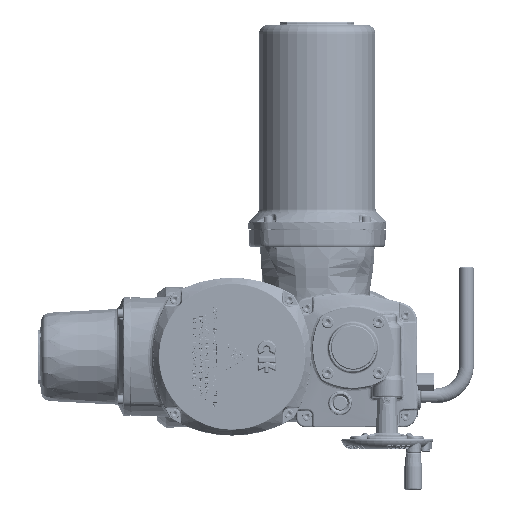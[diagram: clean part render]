
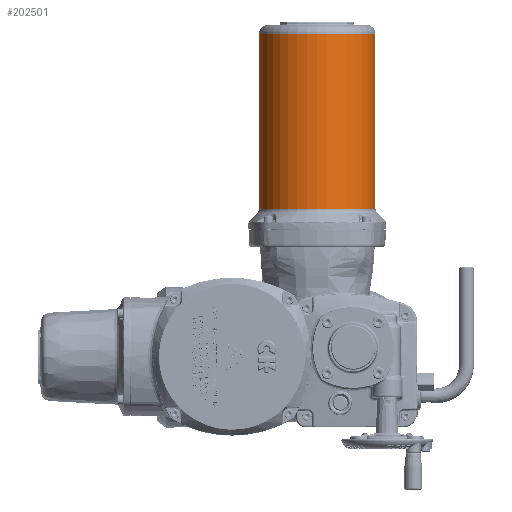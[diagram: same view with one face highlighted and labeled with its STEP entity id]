
A CAD part, top view. The second image highlights one B-rep face of the part: STEP entity #202501.
In plain terms, the highlighted cylindrical face has radius 63 mm (diameter 126 mm), a full revolution.
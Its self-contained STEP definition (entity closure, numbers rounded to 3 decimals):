
#5591=B_SPLINE_CURVE_WITH_KNOTS('',3,(#272639,#272640,#272641,#272642,#272643,
#272644,#272645,#272646,#272647,#272648,#272649,#272650,#272651,#272652,
#272653,#272654,#272655,#272656,#272657,#272658,#272659,#272660,#272661,
#272662,#272663,#272664,#272665,#272666,#272667,#272668,#272669,#272670,
#272671,#272672,#272673,#272674),.UNSPECIFIED.,.T.,.F.,(1,1,1,1,1,1,1,1,
1,1,1,1,1,1,1,1,1,1,1,1,1,1,1,1,1,1,1,1,1,1,1,1,1,1,1,1,1,1,1,1),(-0.095,
-0.064,-0.033,0.,0.03,0.061,0.092,
0.123,0.155,0.186,0.217,0.233,
0.248,0.28,0.311,0.342,
0.373,0.405,0.436,0.467,
0.498,0.53,0.561,0.592,
0.623,0.655,0.686,0.717,
0.748,0.78,0.811,0.842,
0.873,0.905,0.936,0.967,
1.,1.03,1.061,1.092),.UNSPECIFIED.);
#28634=CYLINDRICAL_SURFACE('',#212568,63.);
#35658=ORIENTED_EDGE('',*,*,#75927,.T.);
#35659=ORIENTED_EDGE('',*,*,#75928,.T.);
#35660=ORIENTED_EDGE('',*,*,#75900,.T.);
#75900=EDGE_CURVE('',#96326,#96326,#108449,.T.);
#75927=EDGE_CURVE('',#96348,#96348,#108459,.T.);
#75928=EDGE_CURVE('',#96349,#96349,#5591,.T.);
#96326=VERTEX_POINT('',#272579);
#96348=VERTEX_POINT('',#272638);
#96349=VERTEX_POINT('',#272675);
#108449=CIRCLE('',#212549,63.);
#108459=CIRCLE('',#212569,63.);
#113337=EDGE_LOOP('',(#35658));
#113338=EDGE_LOOP('',(#35659));
#113339=EDGE_LOOP('',(#35660));
#123637=FACE_BOUND('',#113337,.T.);
#123638=FACE_BOUND('',#113338,.T.);
#123639=FACE_BOUND('',#113339,.T.);
#202501=ADVANCED_FACE('',(#123637,#123638,#123639),#28634,.T.);
#212549=AXIS2_PLACEMENT_3D('',#272578,#227819,#227820);
#212568=AXIS2_PLACEMENT_3D('',#272636,#227874,#227875);
#212569=AXIS2_PLACEMENT_3D('',#272637,#227876,#227877);
#227819=DIRECTION('',(0.,1.,0.));
#227820=DIRECTION('',(-1.,0.,0.));
#227874=DIRECTION('',(0.,1.,0.));
#227875=DIRECTION('',(-1.,0.,0.));
#227876=DIRECTION('',(0.,-1.,0.));
#227877=DIRECTION('',(1.,0.,0.));
#272578=CARTESIAN_POINT('',(-38.8,150.302,-22.4));
#272579=CARTESIAN_POINT('',(-101.8,150.302,-22.4));
#272636=CARTESIAN_POINT('',(-38.8,82.2,-22.4));
#272637=CARTESIAN_POINT('',(-38.8,339.7,-22.4));
#272638=CARTESIAN_POINT('',(24.2,339.7,-22.4));
#272639=CARTESIAN_POINT('',(-22.968,216.146,-83.381));
#272640=CARTESIAN_POINT('',(-22.272,219.491,-83.194));
#272641=CARTESIAN_POINT('',(-22.191,222.893,-83.171));
#272642=CARTESIAN_POINT('',(-22.682,226.198,-83.305));
#272643=CARTESIAN_POINT('',(-23.766,229.399,-83.585));
#272644=CARTESIAN_POINT('',(-25.425,232.362,-83.974));
#272645=CARTESIAN_POINT('',(-27.579,234.929,-84.409));
#272646=CARTESIAN_POINT('',(-30.234,237.052,-84.837));
#272647=CARTESIAN_POINT('',(-32.722,238.318,-85.122));
#272648=CARTESIAN_POINT('',(-34.898,239.013,-85.286));
#272649=CARTESIAN_POINT('',(-37.08,239.458,-85.394));
#272650=CARTESIAN_POINT('',(-39.939,239.565,-85.42));
#272651=CARTESIAN_POINT('',(-43.257,238.953,-85.27));
#272652=CARTESIAN_POINT('',(-46.401,237.631,-84.964));
#272653=CARTESIAN_POINT('',(-49.169,235.708,-84.559));
#272654=CARTESIAN_POINT('',(-51.5,233.274,-84.119));
#272655=CARTESIAN_POINT('',(-53.338,230.432,-83.707));
#272656=CARTESIAN_POINT('',(-54.617,227.296,-83.385));
#272657=CARTESIAN_POINT('',(-55.319,223.969,-83.196));
#272658=CARTESIAN_POINT('',(-55.418,220.574,-83.169));
#272659=CARTESIAN_POINT('',(-54.921,217.213,-83.304));
#272660=CARTESIAN_POINT('',(-53.834,214.006,-83.585));
#272661=CARTESIAN_POINT('',(-52.187,211.054,-83.972));
#272662=CARTESIAN_POINT('',(-50.019,208.472,-84.409));
#272663=CARTESIAN_POINT('',(-47.384,206.358,-84.834));
#272664=CARTESIAN_POINT('',(-44.368,204.825,-85.181));
#272665=CARTESIAN_POINT('',(-41.072,203.962,-85.389));
#272666=CARTESIAN_POINT('',(-37.691,203.832,-85.421));
#272667=CARTESIAN_POINT('',(-34.326,204.452,-85.269));
#272668=CARTESIAN_POINT('',(-31.208,205.764,-84.964));
#272669=CARTESIAN_POINT('',(-28.435,207.688,-84.56));
#272670=CARTESIAN_POINT('',(-26.093,210.132,-84.117));
#272671=CARTESIAN_POINT('',(-24.271,212.954,-83.708));
#272672=CARTESIAN_POINT('',(-22.968,216.146,-83.381));
#272673=CARTESIAN_POINT('',(-22.272,219.491,-83.194));
#272674=CARTESIAN_POINT('',(-22.191,222.893,-83.171));
#272675=CARTESIAN_POINT('',(-22.362,219.617,-83.218));
